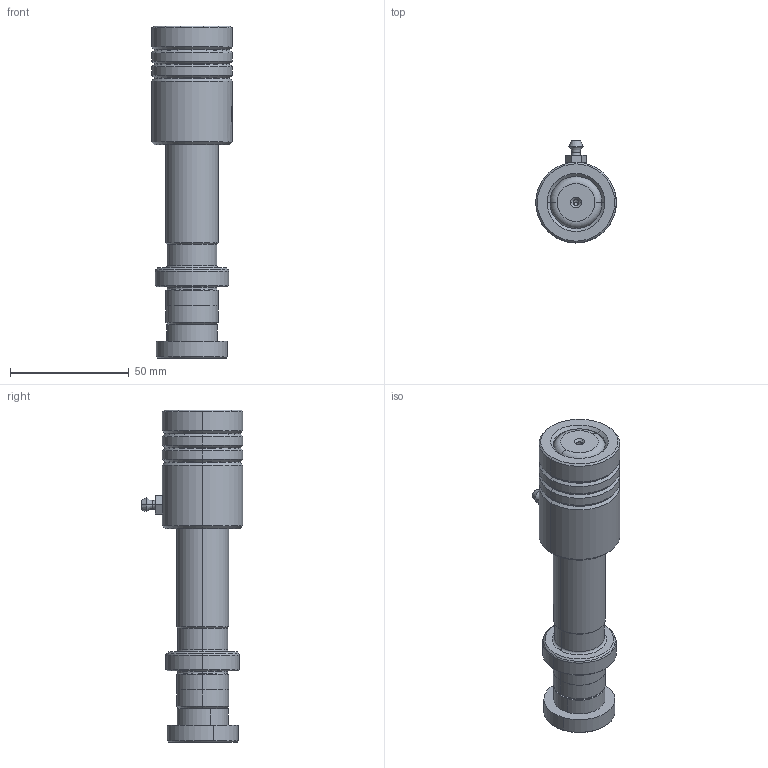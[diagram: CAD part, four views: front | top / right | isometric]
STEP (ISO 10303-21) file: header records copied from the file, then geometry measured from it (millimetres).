
FILE_DESCRIPTION (( 'STEP AP203' ), '1' );
FILE_NAME ('HRD-D22-L110(BL-50).STEP', '2021-09-27T08:27:13', ( '' ), ( '' ), 'SwSTEP 2.0', 'SolidWorks 2016', '' );
FILE_SCHEMA (( 'CONFIG_CONTROL_DESIGN' ));
Length unit declared in the file: millimetre
Products named in the file (12): LXB-D34-d22-L50; TRP-D22-L110; TRP蹟簽D22; LXB-D34-d22-L50郪蚾; HRD-D22-L110(BL-50); 蛁蚐郲
Assembly tree (7 placements, depth 3):
  HRD-D22-L110(BL-50)
    LXB-D34-d22-L50郪蚾
      LXB-D34-d22-L50
  HRD-D22-L110(BL-50)
    TRP-D22-L110
    TRP蹟簽D22
    LXB-D34-d22-L50郪蚾
      LXB-D34-d22-L50
      蛁蚐郲
  TRP蹟簽D22
  TRP-D22-L110
  蛁蚐郲
Bounding box: 34 x 43 x 140 mm (x, y, z)
Volume: 80037.8 mm3; surface area: 24309 mm2
Topology: 4 solids, 4 shells, 158 faces, 341 edges, 203 vertices
Faces by surface type: cylinder 44, cone 42, plane 30, torus 28, bspline 14
Entity records: 8968 total; most frequent: CARTESIAN_POINT 4399, DIRECTION 781, ORIENTED_EDGE 670, EDGE_CURVE 335, AXIS2_PLACEMENT_3D 334, VERTEX_POINT 199, EDGE_LOOP 180, CIRCLE 175
